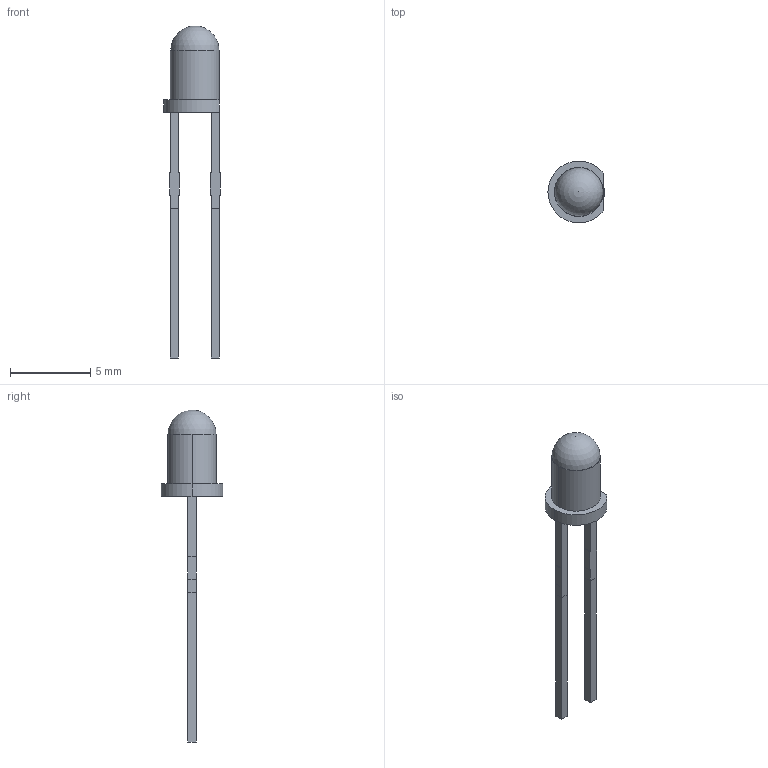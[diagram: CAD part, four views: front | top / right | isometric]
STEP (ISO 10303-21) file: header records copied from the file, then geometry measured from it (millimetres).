
FILE_DESCRIPTION(('FreeCAD Model'),'2;1');
FILE_NAME('LED_D3.0mm_H18.0mm_Red.step', '2020-10-11T22:54:03',('Author'),(''), 'Open CASCADE STEP processor 7.3','FreeCAD','Unknown');
FILE_SCHEMA(('AUTOMOTIVE_DESIGN { 1 0 10303 214 1 1 1 1 }'));
Length unit declared in the file: millimetre
Products named in the file (7): User_Library-LED_3mm_Red_6mm_Leads; LEDBody; Lead1Body; Lead2Body; LEDHead; Lead1Pcb; Lead2Pcb
Assembly tree (6 placements, depth 2):
  User_Library-LED_3mm_Red_6mm_Leads
    LEDBody
    Lead1Body
    Lead2Body
    LEDHead
    Lead1Pcb
    Lead2Pcb
Bounding box: 3.5 x 3.84 x 20.69 mm (x, y, z)
Volume: 14.9 mm3; surface area: 139.6 mm2
Topology: 5 solids, 6 shells, 73 faces, 170 edges, 109 vertices
Faces by surface type: plane 55, cylinder 15, bspline 2, sphere 1
Entity records: 5335 total; most frequent: CARTESIAN_POINT 1668, DIRECTION 630, LINE 439, VECTOR 439, ORIENTED_EDGE 336, PCURVE 336, DEFINITIONAL_REPRESENTATION 336, EDGE_CURVE 169
